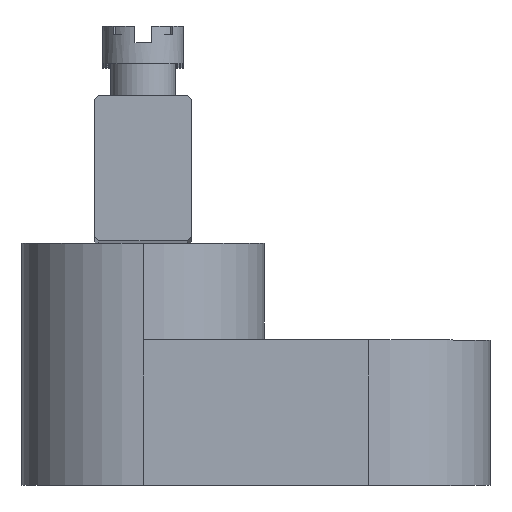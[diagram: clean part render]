
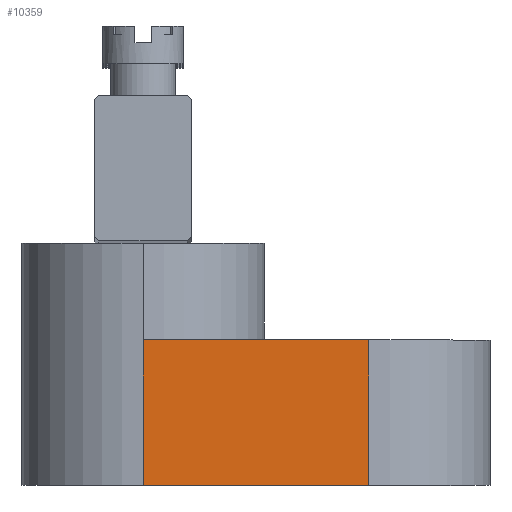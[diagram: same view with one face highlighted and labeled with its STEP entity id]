
A CAD part, top view. The second image highlights one B-rep face of the part: STEP entity #10359.
In plain terms, the highlighted planar face has unit normal (0, 0, 1).
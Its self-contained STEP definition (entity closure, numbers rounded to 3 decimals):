
#427 = LINE ( 'NONE', #5983, #7838 ) ;
#893 = CARTESIAN_POINT ( 'NONE',  ( -7., 9., 7.5 ) ) ;
#1102 = EDGE_CURVE ( 'NONE', #7185, #4247, #11091, .T. ) ;
#1371 = EDGE_CURVE ( 'NONE', #3584, #4247, #5335, .T. ) ;
#1622 = EDGE_CURVE ( 'NONE', #11330, #3584, #5760, .T. ) ;
#1638 = EDGE_CURVE ( 'NONE', #11330, #7185, #427, .T. ) ;
#1753 = EDGE_LOOP ( 'NONE', ( #10053, #3942, #6366, #4911 ) ) ;
#3171 = FACE_OUTER_BOUND ( 'NONE', #1753, .T. ) ;
#3262 = CARTESIAN_POINT ( 'NONE',  ( -7., 0., 7.5 ) ) ;
#3584 = VERTEX_POINT ( 'NONE', #5021 ) ;
#3942 = ORIENTED_EDGE ( 'NONE', *, *, #1102, .F. ) ;
#4217 = VECTOR ( 'NONE', #11252, 1000. ) ;
#4247 = VERTEX_POINT ( 'NONE', #10889 ) ;
#4911 = ORIENTED_EDGE ( 'NONE', *, *, #1622, .T. ) ;
#5021 = CARTESIAN_POINT ( 'NONE',  ( 7., 0., 7.5 ) ) ;
#5299 = DIRECTION ( 'NONE',  ( 0., 0., -1. ) ) ;
#5335 = LINE ( 'NONE', #9697, #9646 ) ;
#5557 = DIRECTION ( 'NONE',  ( 0., 1., 0. ) ) ;
#5760 = LINE ( 'NONE', #6612, #10039 ) ;
#5983 = CARTESIAN_POINT ( 'NONE',  ( -7., -10.607, 7.5 ) ) ;
#6014 = DIRECTION ( 'NONE',  ( 1., 0., 0. ) ) ;
#6366 = ORIENTED_EDGE ( 'NONE', *, *, #1638, .F. ) ;
#6612 = CARTESIAN_POINT ( 'NONE',  ( -14.5, 0., 7.5 ) ) ;
#7185 = VERTEX_POINT ( 'NONE', #893 ) ;
#7838 = VECTOR ( 'NONE', #5557, 1000. ) ;
#7938 = CARTESIAN_POINT ( 'NONE',  ( -14.5, 9., 7.5 ) ) ;
#9278 = DIRECTION ( 'NONE',  ( 0., 1., 0. ) ) ;
#9646 = VECTOR ( 'NONE', #9278, 1000. ) ;
#9697 = CARTESIAN_POINT ( 'NONE',  ( 7., -10.607, 7.5 ) ) ;
#10039 = VECTOR ( 'NONE', #6014, 1000. ) ;
#10053 = ORIENTED_EDGE ( 'NONE', *, *, #1371, .T. ) ;
#10359 = ADVANCED_FACE ( 'NONE', ( #3171 ), #10434, .F. ) ;
#10434 = PLANE ( 'NONE',  #11318 ) ;
#10889 = CARTESIAN_POINT ( 'NONE',  ( 7., 9., 7.5 ) ) ;
#11091 = LINE ( 'NONE', #11280, #4217 ) ;
#11252 = DIRECTION ( 'NONE',  ( 1., 0., 0. ) ) ;
#11275 = DIRECTION ( 'NONE',  ( -1., 0., 0. ) ) ;
#11280 = CARTESIAN_POINT ( 'NONE',  ( -14.5, 9., 7.5 ) ) ;
#11318 = AXIS2_PLACEMENT_3D ( 'NONE', #7938, #5299, #11275 ) ;
#11330 = VERTEX_POINT ( 'NONE', #3262 ) ;
